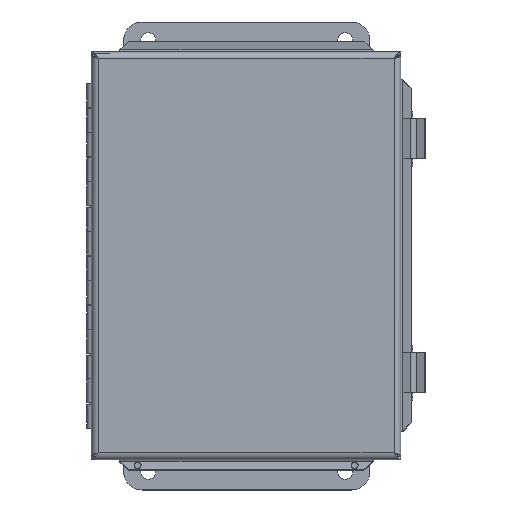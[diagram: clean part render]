
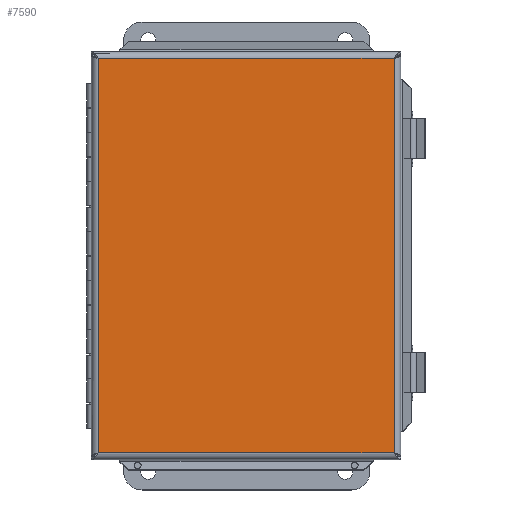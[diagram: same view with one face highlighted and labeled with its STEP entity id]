
A CAD part, top view. The second image highlights one B-rep face of the part: STEP entity #7590.
In plain terms, the highlighted planar face has unit normal (0, 0, 1).
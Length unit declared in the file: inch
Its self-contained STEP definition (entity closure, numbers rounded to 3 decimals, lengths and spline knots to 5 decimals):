
#786=PLANE('',#8365);
#1273=LINE('',#12514,#2022);
#1313=LINE('',#12782,#2062);
#1416=LINE('',#13182,#2165);
#1417=LINE('',#13184,#2166);
#2022=VECTOR('',#9621,0.3937);
#2062=VECTOR('',#9685,0.3937);
#2165=VECTOR('',#9956,0.3937);
#2166=VECTOR('',#9959,0.3937);
#2764=FACE_OUTER_BOUND('',#3221,.T.);
#3221=EDGE_LOOP('',(#6731,#6732,#6733,#6734));
#3863=VERTEX_POINT('',#12235);
#3894=VERTEX_POINT('',#12383);
#3922=VERTEX_POINT('',#12513);
#3942=VERTEX_POINT('',#12695);
#4767=EDGE_CURVE('',#3922,#3894,#1273,.T.);
#4818=EDGE_CURVE('',#3863,#3942,#1313,.T.);
#4951=EDGE_CURVE('',#3894,#3863,#1416,.T.);
#4952=EDGE_CURVE('',#3942,#3922,#1417,.T.);
#6731=ORIENTED_EDGE('',*,*,#4951,.T.);
#6732=ORIENTED_EDGE('',*,*,#4818,.T.);
#6733=ORIENTED_EDGE('',*,*,#4952,.T.);
#6734=ORIENTED_EDGE('',*,*,#4767,.T.);
#7590=ADVANCED_FACE('',(#2764),#786,.T.);
#8365=AXIS2_PLACEMENT_3D('',#13185,#9960,#9961);
#9621=DIRECTION('',(0.,-1.,0.));
#9685=DIRECTION('',(0.,1.,0.));
#9956=DIRECTION('',(1.,0.,0.));
#9959=DIRECTION('',(-1.,0.,0.));
#9960=DIRECTION('center_axis',(0.,0.,1.));
#9961=DIRECTION('ref_axis',(1.,0.,0.));
#12235=CARTESIAN_POINT('',(3.0035,-4.0035,0.059));
#12383=CARTESIAN_POINT('',(-3.0035,-4.0035,0.059));
#12513=CARTESIAN_POINT('',(-3.0035,4.0035,0.059));
#12514=CARTESIAN_POINT('',(-3.0035,2.00175,0.059));
#12695=CARTESIAN_POINT('',(3.0035,4.0035,0.059));
#12782=CARTESIAN_POINT('',(3.0035,-2.00175,0.059));
#13182=CARTESIAN_POINT('',(-1.50175,-4.0035,0.059));
#13184=CARTESIAN_POINT('',(1.50175,4.0035,0.059));
#13185=CARTESIAN_POINT('Origin',(0.,0.,0.059));
